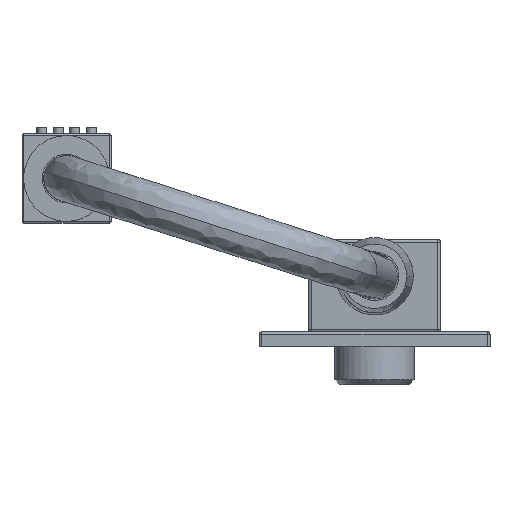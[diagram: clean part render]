
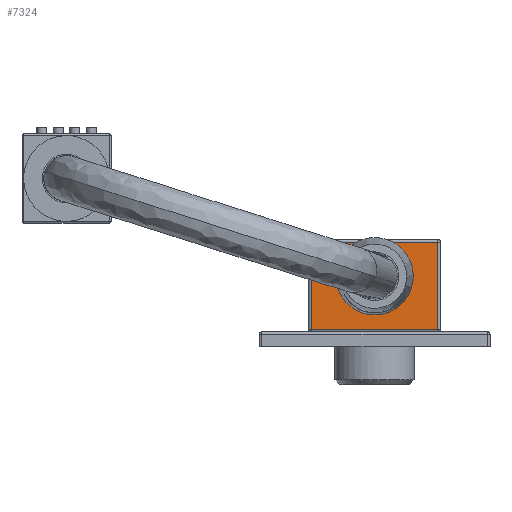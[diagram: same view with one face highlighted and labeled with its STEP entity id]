
A CAD part, front view. The second image highlights one B-rep face of the part: STEP entity #7324.
In plain terms, the highlighted planar face has unit normal (0, -1, 0).
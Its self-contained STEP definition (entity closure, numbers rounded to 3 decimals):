
#12 = AXIS2_PLACEMENT_3D ( 'NONE', #3663, #6782, #9942 ) ;
#80 = CARTESIAN_POINT ( 'NONE',  ( 0., -20., 11.125 ) ) ;
#473 = VERTEX_POINT ( 'NONE', #1494 ) ;
#541 = ORIENTED_EDGE ( 'NONE', *, *, #4118, .F. ) ;
#575 = ORIENTED_EDGE ( 'NONE', *, *, #7390, .F. ) ;
#892 = EDGE_CURVE ( 'NONE', #7332, #2493, #6777, .T. ) ;
#962 = EDGE_LOOP ( 'NONE', ( #5165, #5756, #2703, #3188 ) ) ;
#1049 = CARTESIAN_POINT ( 'NONE',  ( 19.2, -20., 27.2 ) ) ;
#1249 = CARTESIAN_POINT ( 'NONE',  ( -19.2, -20., 0.8 ) ) ;
#1494 = CARTESIAN_POINT ( 'NONE',  ( -19.2, -20., 27.2 ) ) ;
#1848 = LINE ( 'NONE', #4977, #8642 ) ;
#2010 = CARTESIAN_POINT ( 'NONE',  ( 20., -20., 28. ) ) ;
#2069 = DIRECTION ( 'NONE',  ( 0., 0., 1. ) ) ;
#2094 = LINE ( 'NONE', #5215, #2929 ) ;
#2344 = EDGE_CURVE ( 'NONE', #2493, #4205, #5958, .T. ) ;
#2493 = VERTEX_POINT ( 'NONE', #4956 ) ;
#2580 = VECTOR ( 'NONE', #2069, 1000. ) ;
#2703 = ORIENTED_EDGE ( 'NONE', *, *, #3871, .T. ) ;
#2784 = FACE_OUTER_BOUND ( 'NONE', #962, .T. ) ;
#2888 = DIRECTION ( 'NONE',  ( 1., 0., 0. ) ) ;
#2929 = VECTOR ( 'NONE', #8369, 1000. ) ;
#3188 = ORIENTED_EDGE ( 'NONE', *, *, #892, .T. ) ;
#3199 = DIRECTION ( 'NONE',  ( 0., -1., 0. ) ) ;
#3663 = CARTESIAN_POINT ( 'NONE',  ( 0., -20., 11.125 ) ) ;
#3871 = EDGE_CURVE ( 'NONE', #473, #7332, #2094, .T. ) ;
#4118 = EDGE_CURVE ( 'NONE', #9258, #4999, #5194, .T. ) ;
#4205 = VERTEX_POINT ( 'NONE', #1049 ) ;
#4220 = EDGE_LOOP ( 'NONE', ( #575, #541 ) ) ;
#4438 = VECTOR ( 'NONE', #2888, 1000. ) ;
#4585 = AXIS2_PLACEMENT_3D ( 'NONE', #2010, #5127, #8278 ) ;
#4956 = CARTESIAN_POINT ( 'NONE',  ( 19.2, -20., 0.8 ) ) ;
#4977 = CARTESIAN_POINT ( 'NONE',  ( -20., -20., 27.2 ) ) ;
#4999 = VERTEX_POINT ( 'NONE', #6939 ) ;
#5127 = DIRECTION ( 'NONE',  ( 0., 1., 0. ) ) ;
#5165 = ORIENTED_EDGE ( 'NONE', *, *, #2344, .T. ) ;
#5194 = CIRCLE ( 'NONE', #8498, 9. ) ;
#5215 = CARTESIAN_POINT ( 'NONE',  ( -19.2, -20., 28. ) ) ;
#5756 = ORIENTED_EDGE ( 'NONE', *, *, #9549, .T. ) ;
#5898 = FACE_BOUND ( 'NONE', #4220, .T. ) ;
#5958 = LINE ( 'NONE', #9113, #2580 ) ;
#6304 = DIRECTION ( 'NONE',  ( -1., 0., 0. ) ) ;
#6359 = CIRCLE ( 'NONE', #12, 9. ) ;
#6374 = CARTESIAN_POINT ( 'NONE',  ( 0., -20., 20.125 ) ) ;
#6777 = LINE ( 'NONE', #9937, #4438 ) ;
#6782 = DIRECTION ( 'NONE',  ( 0., -1., 0. ) ) ;
#6939 = CARTESIAN_POINT ( 'NONE',  ( 0., -20., 2.125 ) ) ;
#7324 = ADVANCED_FACE ( 'NONE', ( #2784, #5898 ), #9052, .F. ) ;
#7332 = VERTEX_POINT ( 'NONE', #1249 ) ;
#7390 = EDGE_CURVE ( 'NONE', #4999, #9258, #6359, .T. ) ;
#8117 = DIRECTION ( 'NONE',  ( -1., 0., 0. ) ) ;
#8278 = DIRECTION ( 'NONE',  ( 1., 0., 0. ) ) ;
#8369 = DIRECTION ( 'NONE',  ( 0., 0., -1. ) ) ;
#8498 = AXIS2_PLACEMENT_3D ( 'NONE', #80, #3199, #6304 ) ;
#8642 = VECTOR ( 'NONE', #8117, 1000. ) ;
#9052 = PLANE ( 'NONE',  #4585 ) ;
#9113 = CARTESIAN_POINT ( 'NONE',  ( 19.2, -20., 28. ) ) ;
#9258 = VERTEX_POINT ( 'NONE', #6374 ) ;
#9549 = EDGE_CURVE ( 'NONE', #4205, #473, #1848, .T. ) ;
#9937 = CARTESIAN_POINT ( 'NONE',  ( 20., -20., 0.8 ) ) ;
#9942 = DIRECTION ( 'NONE',  ( -1., 0., 0. ) ) ;
